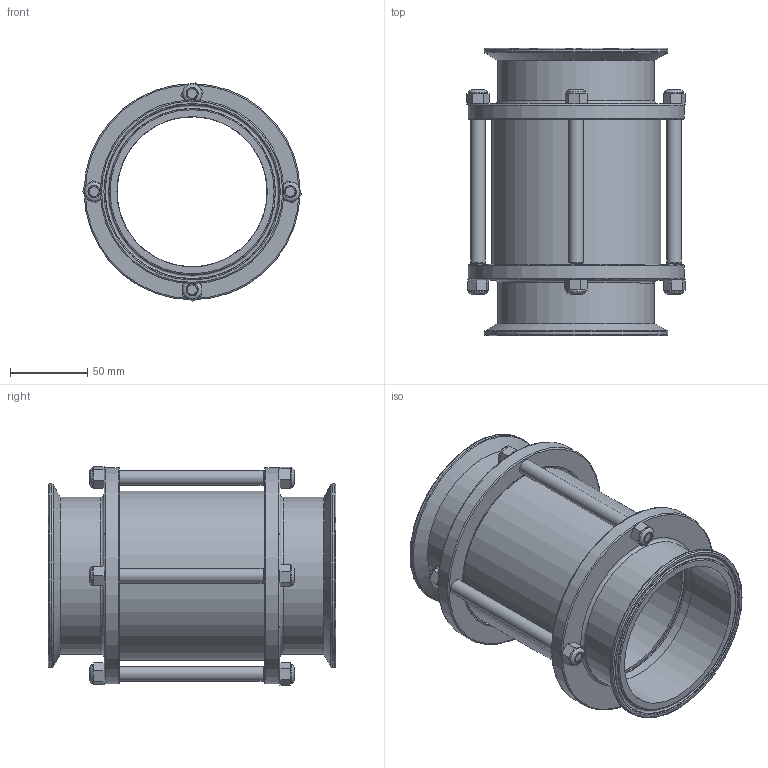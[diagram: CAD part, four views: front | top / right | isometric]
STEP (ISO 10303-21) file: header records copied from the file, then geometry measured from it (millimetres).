
FILE_DESCRIPTION(/* description */ ('STEP AP203'),/* implementation_level */ '2;1');
FILE_NAME(/* name */ '54BMPS-4.00.stp',/* time_stamp */ '2024-03-11T11:05:03-04:00',/* author */ ('brad'),/* organization */ (''),/* preprocessor_version */ 'ST-DEVELOPER v20',/* originating_system */ 'Autodesk Inventor 2024',/* authorisation */ '');
FILE_SCHEMA (('AUTOMOTIVE_DESIGN { 1 0 10303 214 3 1 1 }'));
Length unit declared in the file: millimetre
Products named in the file (6): 4¦T§¨µøµ¡(¾ã²Õ
); 4¦Tµøµ¡¬Á¼þ; 4¦Tµøµ¡¹Ô¤ù; 4¦Tµøµ¡¥»Åé; µøµ¡Á³¥À; 2.5-6µøµ¡Á³±ì
Assembly tree (17 placements, depth 2):
  4¦T§¨µøµ¡(¾ã²Õ
)
    4¦Tµøµ¡¥»Åé  x2
    4¦Tµøµ¡¹Ô¤ù  x2
    4¦Tµøµ¡¬Á¼þ
    µøµ¡Á³¥À  x8
    2.5-6µøµ¡Á³±ì  x4
Bounding box: 141.42 x 186.2 x 141.3 mm (x, y, z)
Volume: 463149.9 mm3; surface area: 216406.2 mm2
Topology: 17 solids, 17 shells, 1122 faces, 3120 edges, 2048 vertices
Faces by surface type: cone 800, plane 154, cylinder 142, torus 26
Full cylindrical faces by diameter (mm): 8.2 x8, 9.5 x4, 12.6 x8, 97.2 x1, 97.4 x2, 99.2 x2, 101.6 x2, 110 x1, 112.5 x2, 114 x2, 114.2 x2, 118.9 x2, 140 x2
Entity records: 8816 total; most frequent: CARTESIAN_POINT 1973, DIRECTION 1576, ORIENTED_EDGE 1332, AXIS2_PLACEMENT_3D 680, EDGE_CURVE 666, VERTEX_POINT 438, CIRCLE 413, EDGE_LOOP 266
